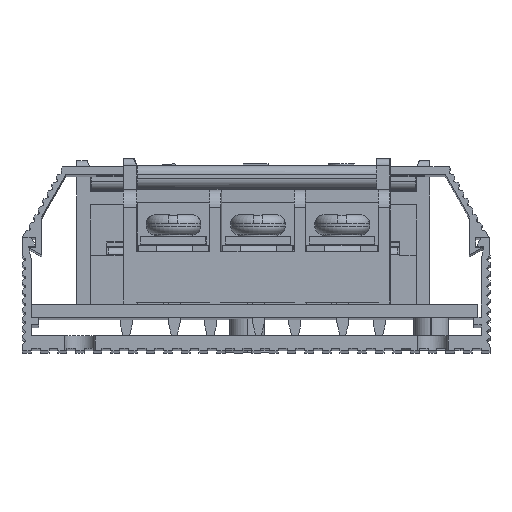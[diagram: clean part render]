
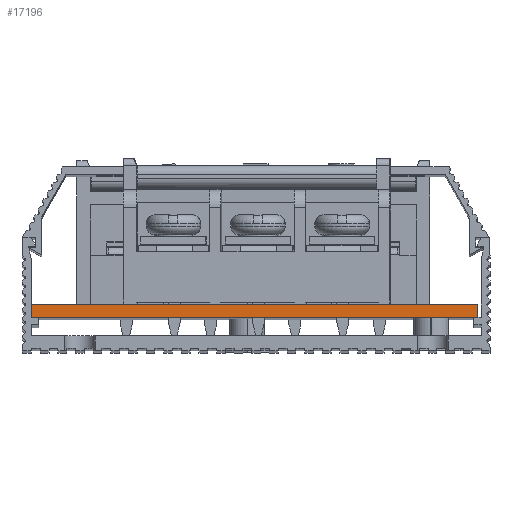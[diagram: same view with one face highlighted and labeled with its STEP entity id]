
A CAD part, top view. The second image highlights one B-rep face of the part: STEP entity #17196.
In plain terms, the highlighted planar face has unit normal (0, 0, 1).
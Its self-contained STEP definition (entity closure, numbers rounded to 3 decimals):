
#5651 = EDGE_CURVE ( 'NONE', #69869, #77404, #20873, .T. ) ;
#8197 = DIRECTION ( 'NONE',  ( 1., 0., 0. ) ) ;
#8644 = DIRECTION ( 'NONE',  ( 1., 0., 0. ) ) ;
#9008 = EDGE_CURVE ( 'NONE', #77404, #76484, #70532, .T. ) ;
#16074 = CARTESIAN_POINT ( 'NONE',  ( -255.811, 1.5, 628.283 ) ) ;
#17196 = ADVANCED_FACE ( 'NONE', ( #32764 ), #20219, .F. ) ;
#20219 = PLANE ( 'NONE',  #70575 ) ;
#20873 = LINE ( 'NONE', #16074, #85408 ) ;
#23235 = ORIENTED_EDGE ( 'NONE', *, *, #69782, .T. ) ;
#27981 = CARTESIAN_POINT ( 'NONE',  ( -255.811, 0., 628.283 ) ) ;
#28230 = CARTESIAN_POINT ( 'NONE',  ( -255.811, 0., 628.283 ) ) ;
#29991 = VECTOR ( 'NONE', #8644, 1000. ) ;
#30920 = DIRECTION ( 'NONE',  ( 0., -1., 0. ) ) ;
#31846 = DIRECTION ( 'NONE',  ( 0., -1., 0. ) ) ;
#32562 = ORIENTED_EDGE ( 'NONE', *, *, #54134, .T. ) ;
#32764 = FACE_OUTER_BOUND ( 'NONE', #49827, .T. ) ;
#33201 = DIRECTION ( 'NONE',  ( 0., 0., -1. ) ) ;
#35251 = VECTOR ( 'NONE', #31846, 1000. ) ;
#40784 = CARTESIAN_POINT ( 'NONE',  ( -255.811, 1.5, 628.283 ) ) ;
#41971 = ORIENTED_EDGE ( 'NONE', *, *, #5651, .F. ) ;
#46895 = CARTESIAN_POINT ( 'NONE',  ( -205.211, 1.5, 628.283 ) ) ;
#46933 = VERTEX_POINT ( 'NONE', #27981 ) ;
#49827 = EDGE_LOOP ( 'NONE', ( #23235, #79878, #41971, #32562 ) ) ;
#54134 = EDGE_CURVE ( 'NONE', #69869, #46933, #70159, .T. ) ;
#54762 = CARTESIAN_POINT ( 'NONE',  ( -205.211, 0., 628.283 ) ) ;
#59682 = DIRECTION ( 'NONE',  ( -1., 0., 0. ) ) ;
#61220 = LINE ( 'NONE', #28230, #29991 ) ;
#68291 = CARTESIAN_POINT ( 'NONE',  ( -255.811, 1.5, 628.283 ) ) ;
#69782 = EDGE_CURVE ( 'NONE', #46933, #76484, #61220, .T. ) ;
#69869 = VERTEX_POINT ( 'NONE', #40784 ) ;
#70159 = LINE ( 'NONE', #71865, #35251 ) ;
#70532 = LINE ( 'NONE', #70970, #73300 ) ;
#70575 = AXIS2_PLACEMENT_3D ( 'NONE', #68291, #33201, #59682 ) ;
#70970 = CARTESIAN_POINT ( 'NONE',  ( -205.211, 1.5, 628.283 ) ) ;
#71865 = CARTESIAN_POINT ( 'NONE',  ( -255.811, 1.5, 628.283 ) ) ;
#73300 = VECTOR ( 'NONE', #30920, 1000. ) ;
#76484 = VERTEX_POINT ( 'NONE', #54762 ) ;
#77404 = VERTEX_POINT ( 'NONE', #46895 ) ;
#79878 = ORIENTED_EDGE ( 'NONE', *, *, #9008, .F. ) ;
#85408 = VECTOR ( 'NONE', #8197, 1000. ) ;
